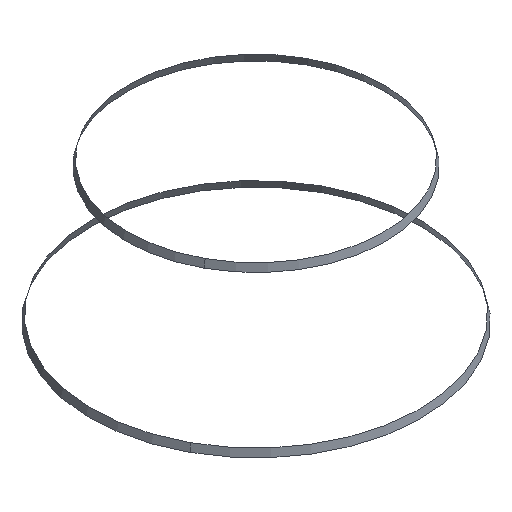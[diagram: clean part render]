
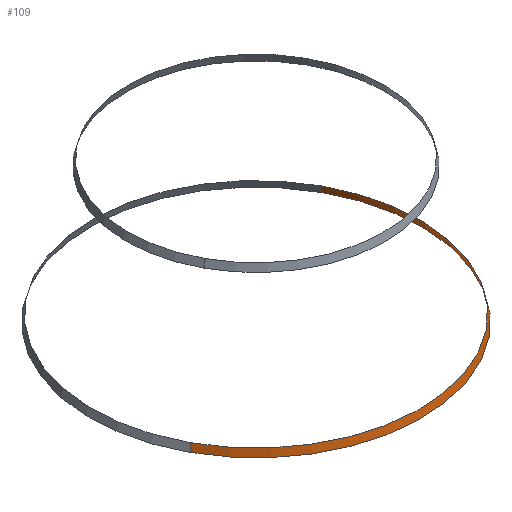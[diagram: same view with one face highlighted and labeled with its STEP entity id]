
A CAD part, isometric view. The second image highlights one B-rep face of the part: STEP entity #109.
In plain terms, the highlighted conical face has half-angle 14.995 degrees and reference radius 111.465 mm.
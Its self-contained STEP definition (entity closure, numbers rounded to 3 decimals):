
#53=CARTESIAN_POINT('Axis2P3D Location',(0.,0.,50.725)) ;
#62=CARTESIAN_POINT('Vertex',(98.955,54.059,45.895)) ;
#64=CARTESIAN_POINT('Vertex',(-98.955,-54.059,45.895)) ;
#67=CARTESIAN_POINT('Line Origine',(98.387,53.749,48.31)) ;
#71=CARTESIAN_POINT('Vertex',(97.819,53.439,50.725)) ;
#78=CARTESIAN_POINT('Vertex',(-97.819,-53.439,50.725)) ;
#81=CARTESIAN_POINT('Line Origine',(-98.387,-53.749,48.31)) ;
#93=CARTESIAN_POINT('Axis2P3D Location',(0.,0.,45.895)) ;
#98=CARTESIAN_POINT('Axis2P3D Location',(0.,0.,50.725)) ;
#54=DIRECTION('Axis2P3D Direction',(-0.,-0.,-1.)) ;
#55=DIRECTION('Axis2P3D XDirection',(0.878,0.479,0.)) ;
#68=DIRECTION('Vector Direction',(0.227,0.124,-0.966)) ;
#82=DIRECTION('Vector Direction',(-0.227,-0.124,-0.966)) ;
#94=DIRECTION('Axis2P3D Direction',(0.,0.,-1.)) ;
#99=DIRECTION('Axis2P3D Direction',(0.,0.,-1.)) ;
#56=AXIS2_PLACEMENT_3D('Cone Axis2P3D',#53,#54,#55) ;
#95=AXIS2_PLACEMENT_3D('Circle Axis2P3D',#93,#94,$) ;
#100=AXIS2_PLACEMENT_3D('Circle Axis2P3D',#98,#99,$) ;
#104=ORIENTED_EDGE('',*,*,#97,.F.) ;
#105=ORIENTED_EDGE('',*,*,#85,.T.) ;
#106=ORIENTED_EDGE('',*,*,#102,.T.) ;
#107=ORIENTED_EDGE('',*,*,#73,.F.) ;
#69=VECTOR('Line Direction',#68,1.) ;
#83=VECTOR('Line Direction',#82,1.) ;
#109=ADVANCED_FACE('Revolute.3',(#108),#57,.F.) ;
#96=CIRCLE('generated circle',#95,112.758) ;
#101=CIRCLE('generated circle',#100,111.465) ;
#57=CONICAL_SURFACE('Cone',#56,111.465,0.262) ;
#73=EDGE_CURVE('',#63,#72,#70,.F.) ;
#85=EDGE_CURVE('',#65,#79,#84,.F.) ;
#97=EDGE_CURVE('',#65,#63,#96,.F.) ;
#102=EDGE_CURVE('',#79,#72,#101,.F.) ;
#103=EDGE_LOOP('',(#104,#105,#106,#107)) ;
#108=FACE_OUTER_BOUND('',#103,.T.) ;
#70=LINE('Line',#67,#69) ;
#84=LINE('Line',#81,#83) ;
#63=VERTEX_POINT('',#62) ;
#65=VERTEX_POINT('',#64) ;
#72=VERTEX_POINT('',#71) ;
#79=VERTEX_POINT('',#78) ;
